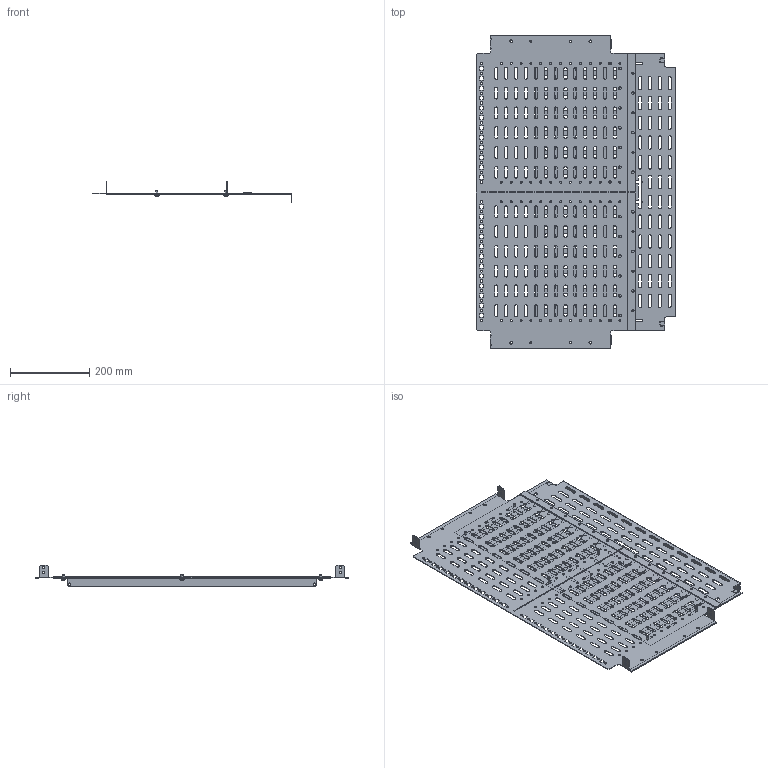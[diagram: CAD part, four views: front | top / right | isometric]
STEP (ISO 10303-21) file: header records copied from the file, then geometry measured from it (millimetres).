
FILE_DESCRIPTION (( 'STEP AP203' ), '1' );
FILE_NAME ('FO-00-SWMP-080-040 FORMAT Ïåðåãîðîäêà ñåêö. ìîíò. ïàíåëè çàäíÿÿ 800õ400 IEK.STEP', '2024-07-09T11:23:53', ( '' ), ( '' ), 'SwSTEP 2.0', 'SolidWorks 2022', '' );
FILE_SCHEMA (( 'CONFIG_CONTROL_DESIGN' ));
Products named in the file (1): FO-00-SWMP-080-040 FORMAT Перегородка секц. монт. панели задняя 800х400 IEK
Bounding box: 504 x 793.6 x 55.5 mm (x, y, z)
Volume: 748101 mm3; surface area: 1027693.9 mm2
Topology: 8 solids, 8 shells, 2418 faces, 7128 edges, 4736 vertices
Faces by surface type: cylinder 1260, plane 1110, cone 24, torus 24
Entity records: 83579 total; most frequent: DIRECTION 14558, CARTESIAN_POINT 14283, ORIENTED_EDGE 14256, EDGE_CURVE 7128, AXIS2_PLACEMENT_3D 5011, VERTEX_POINT 4736, LINE 4536, VECTOR 4536
